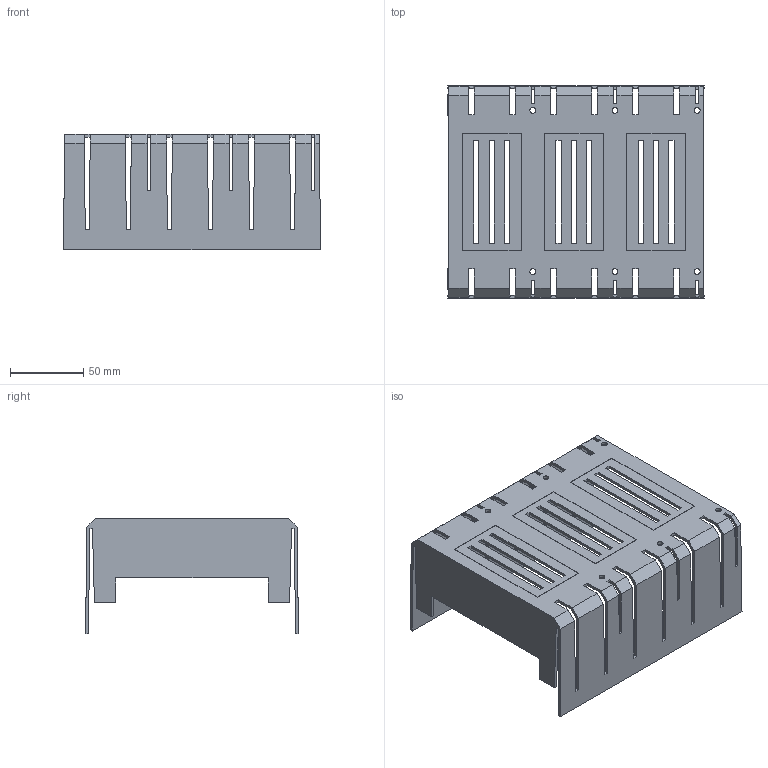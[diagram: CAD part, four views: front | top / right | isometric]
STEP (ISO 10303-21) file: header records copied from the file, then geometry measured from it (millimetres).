
FILE_DESCRIPTION((''),'2;1');
FILE_NAME('18380.stp','2022-03-28T13:35:00',('giuseppe'),(''),'Autodesk Inventor 2013','Autodesk Inventor 2013','');
FILE_SCHEMA(('AUTOMOTIVE_DESIGN { 1 0 10303 214 1 1 1 1 }'));
Length unit declared in the file: millimetre
Products named in the file (1): Parte1
Bounding box: 175.19 x 145 x 78.5 mm (x, y, z)
Volume: 99136.1 mm3; surface area: 109933.1 mm2
Topology: 1 solids, 1 shells, 189 faces, 658 edges, 438 vertices
Faces by surface type: plane 183, cylinder 6
Full cylindrical faces by diameter (mm): 4 x6
Entity records: 7269 total; most frequent: ORIENTED_EDGE 1304, CARTESIAN_POINT 1280, DIRECTION 1044, EDGE_CURVE 652, VECTOR 640, LINE 640, VERTEX_POINT 438, EDGE_LOOP 228
